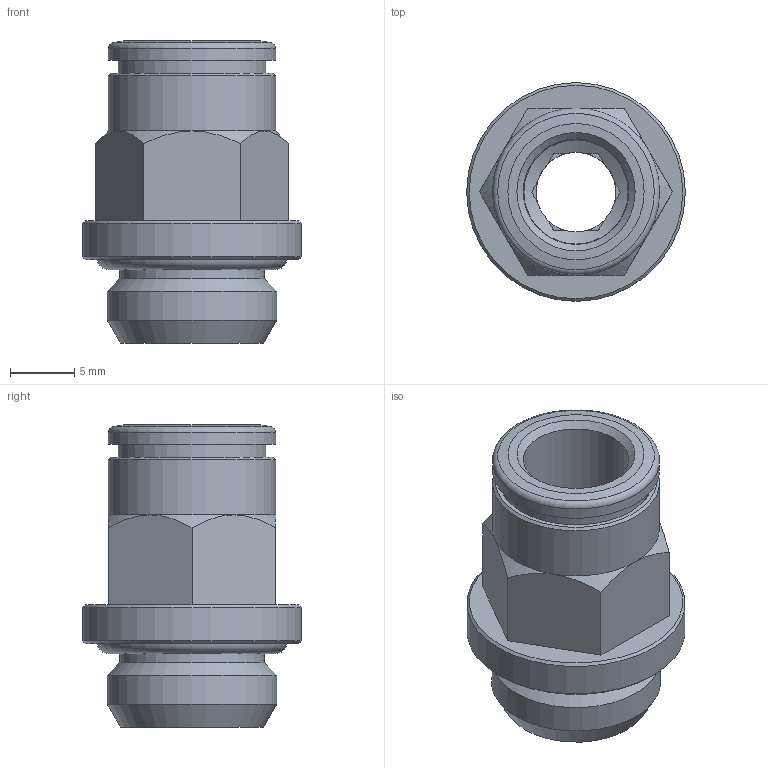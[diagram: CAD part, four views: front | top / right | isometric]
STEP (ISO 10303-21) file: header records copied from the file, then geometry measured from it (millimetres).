
FILE_DESCRIPTION(/* description */ (''),/* implementation_level */ '2;1');
FILE_NAME(/* name */ 'V200110_IPSO_01FKM_8_14',/* time_stamp */ '2015-05-29T11:31:25+02:00',/* author */ (''),/* organization */ ('sopra-pneumatic'),/* preprocessor_version */ 'ST-DEVELOPER v14',/* originating_system */ 'HiCAD 2013 1802.4 Build 509',/* authorisation */ '');
FILE_SCHEMA (('AUTOMOTIVE_DESIGN { 1 0 10303 214 1 1 1 1 }'));
Length unit declared in the file: millimetre
Products named in the file (4): Root; OR 11.11X1.78; DR8-1_NEU; R200110-N
Assembly tree (3 placements, depth 2):
  Root
    OR 11.11X1.78
    DR8-1_NEU
    R200110-N
Bounding box: 17 x 17 x 23.5 mm (x, y, z)
Volume: 2033.9 mm3; surface area: 2864.3 mm2
Topology: 3 solids, 3 shells, 69 faces, 158 edges, 98 vertices
Faces by surface type: plane 33, cone 20, cylinder 12, torus 4
Full cylindrical faces by diameter (mm): 6.2 x1, 8.1 x1, 8.2 x1, 10.1 x1, 11 x1, 11.2 x1, 11.5 x1, 11.6 x1, 13 x2, 13.157 x1, 17 x1
Entity records: 3023 total; most frequent: DIRECTION 348, CARTESIAN_POINT 285, PRESENTATION_STYLE_ASSIGNMENT 243, COLOUR_RGB 242, DRAUGHTING_PRE_DEFINED_CURVE_FONT 240, CURVE_STYLE 240, OVER_RIDING_STYLED_ITEM 240, ORIENTED_EDGE 240
